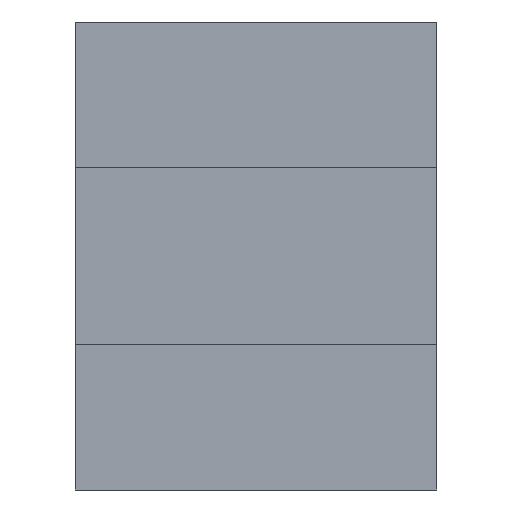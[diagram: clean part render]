
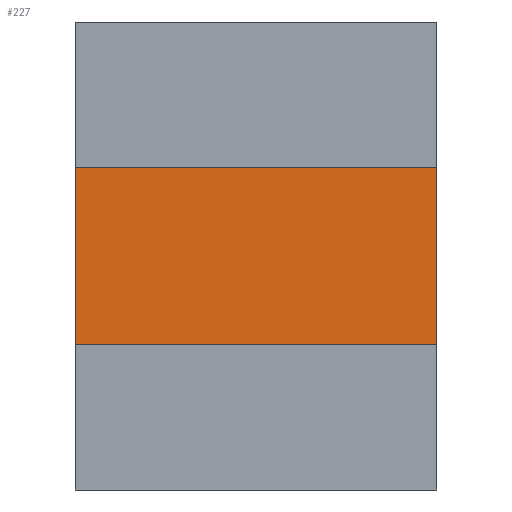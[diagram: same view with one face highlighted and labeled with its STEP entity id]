
A CAD part, left-side view. The second image highlights one B-rep face of the part: STEP entity #227.
In plain terms, the highlighted planar face has unit normal (-1, 0, 0).
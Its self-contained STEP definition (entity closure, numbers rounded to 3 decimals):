
#41 = CARTESIAN_POINT ( 'NONE',  ( -0.8, 0.61, 0.15 ) ) ;
#101 = DIRECTION ( 'NONE',  ( 0., -1., 0. ) ) ;
#127 = LINE ( 'NONE', #1280, #1103 ) ;
#183 = PLANE ( 'NONE',  #492 ) ;
#193 = EDGE_CURVE ( 'NONE', #340, #502, #1415, .T. ) ;
#227 = ADVANCED_FACE ( 'NONE', ( #1629 ), #183, .T. ) ;
#232 = CARTESIAN_POINT ( 'NONE',  ( -0.8, 0.61, 0.15 ) ) ;
#239 = DIRECTION ( 'NONE',  ( 0., -1., 0. ) ) ;
#340 = VERTEX_POINT ( 'NONE', #41 ) ;
#434 = VERTEX_POINT ( 'NONE', #634 ) ;
#492 = AXIS2_PLACEMENT_3D ( 'NONE', #724, #832, #867 ) ;
#502 = VERTEX_POINT ( 'NONE', #1133 ) ;
#530 = EDGE_CURVE ( 'NONE', #502, #434, #1576, .T. ) ;
#540 = ORIENTED_EDGE ( 'NONE', *, *, #1351, .T. ) ;
#620 = VECTOR ( 'NONE', #1205, 1000. ) ;
#634 = CARTESIAN_POINT ( 'NONE',  ( -0.8, 0., -0.15 ) ) ;
#676 = EDGE_CURVE ( 'NONE', #340, #998, #1504, .T. ) ;
#677 = CARTESIAN_POINT ( 'NONE',  ( -0.8, 0.61, -0.15 ) ) ;
#724 = CARTESIAN_POINT ( 'NONE',  ( -0.8, 0.61, 0.15 ) ) ;
#761 = ORIENTED_EDGE ( 'NONE', *, *, #676, .T. ) ;
#767 = VECTOR ( 'NONE', #239, 1000. ) ;
#832 = DIRECTION ( 'NONE',  ( -1., 0., 0. ) ) ;
#867 = DIRECTION ( 'NONE',  ( 0., 0., 1. ) ) ;
#998 = VERTEX_POINT ( 'NONE', #677 ) ;
#1103 = VECTOR ( 'NONE', #101, 1000. ) ;
#1123 = VECTOR ( 'NONE', #1373, 1000. ) ;
#1133 = CARTESIAN_POINT ( 'NONE',  ( -0.8, 0., 0.15 ) ) ;
#1190 = ORIENTED_EDGE ( 'NONE', *, *, #193, .F. ) ;
#1195 = CARTESIAN_POINT ( 'NONE',  ( -0.8, 0., 0.15 ) ) ;
#1205 = DIRECTION ( 'NONE',  ( 0., 0., -1. ) ) ;
#1280 = CARTESIAN_POINT ( 'NONE',  ( -0.8, 0.61, -0.15 ) ) ;
#1345 = ORIENTED_EDGE ( 'NONE', *, *, #530, .F. ) ;
#1351 = EDGE_CURVE ( 'NONE', #998, #434, #127, .T. ) ;
#1363 = CARTESIAN_POINT ( 'NONE',  ( -0.8, 0.61, 0.15 ) ) ;
#1373 = DIRECTION ( 'NONE',  ( 0., 0., -1. ) ) ;
#1415 = LINE ( 'NONE', #232, #767 ) ;
#1465 = EDGE_LOOP ( 'NONE', ( #1345, #1190, #761, #540 ) ) ;
#1504 = LINE ( 'NONE', #1363, #1123 ) ;
#1576 = LINE ( 'NONE', #1195, #620 ) ;
#1629 = FACE_OUTER_BOUND ( 'NONE', #1465, .T. ) ;
